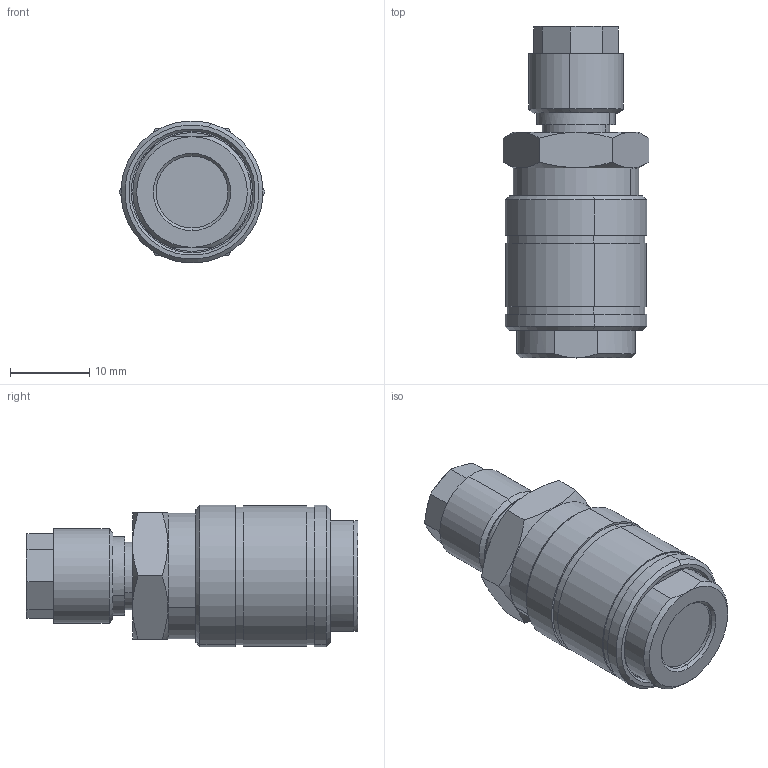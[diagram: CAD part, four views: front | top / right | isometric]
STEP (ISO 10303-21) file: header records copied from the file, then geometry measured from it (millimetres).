
FILE_DESCRIPTION (( 'STEP AP214' ), '1' );
FILE_NAME ('0018400001.step', '2012-11-19T11:01:26', ( '' ), ( '' ), 'SwSTEP 2.0', 'SolidWorks 2012', '' );
FILE_SCHEMA (( 'AUTOMOTIVE_DESIGN' ));
Length unit declared in the file: millimetre
Products named in the file (1): 0018400001
Bounding box: 18.48 x 42 x 17.93 mm (x, y, z)
Volume: 7739.2 mm3; surface area: 2871.9 mm2
Topology: 1 solids, 1 shells, 97 faces, 210 edges, 129 vertices
Faces by surface type: plane 34, cone 33, cylinder 28, torus 2
Entity records: 3820 total; most frequent: CARTESIAN_POINT 643, DIRECTION 463, ORIENTED_EDGE 420, EDGE_CURVE 210, AXIS2_PLACEMENT_3D 195, VERTEX_POINT 129, EDGE_LOOP 111, FACE_OUTER_BOUND 97
